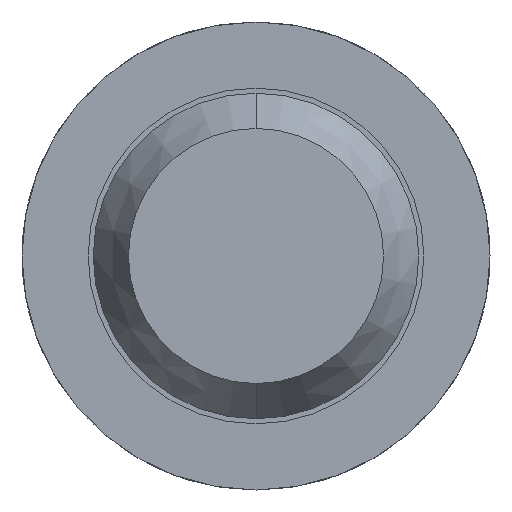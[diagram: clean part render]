
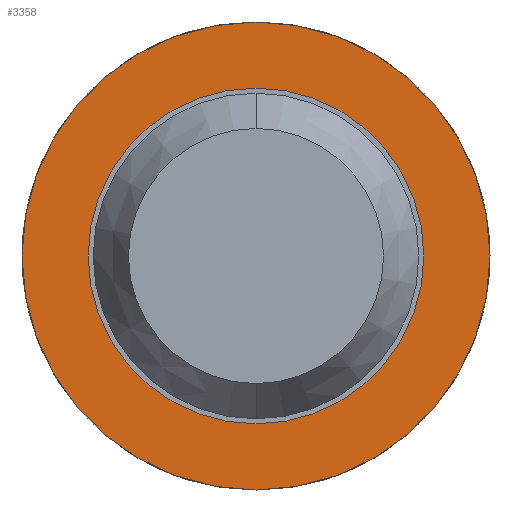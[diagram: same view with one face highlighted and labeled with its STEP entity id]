
A CAD part, front view. The second image highlights one B-rep face of the part: STEP entity #3358.
In plain terms, the highlighted planar face has unit normal (0, -1, 0).
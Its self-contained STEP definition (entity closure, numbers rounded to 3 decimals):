
#96 = VERTEX_POINT ( 'NONE', #2769 ) ;
#206 = AXIS2_PLACEMENT_3D ( 'NONE', #2173, #2162, #4723 ) ;
#263 = CIRCLE ( 'NONE', #2875, 0.825 ) ;
#270 = EDGE_LOOP ( 'NONE', ( #4660, #752 ) ) ;
#404 = AXIS2_PLACEMENT_3D ( 'NONE', #2402, #2779, #2024 ) ;
#554 = FACE_BOUND ( 'NONE', #270, .T. ) ;
#690 = PLANE ( 'NONE',  #2368 ) ;
#752 = ORIENTED_EDGE ( 'NONE', *, *, #1643, .T. ) ;
#793 = ORIENTED_EDGE ( 'NONE', *, *, #1833, .F. ) ;
#1290 = AXIS2_PLACEMENT_3D ( 'NONE', #2719, #2702, #3089 ) ;
#1643 = EDGE_CURVE ( 'Defeature ausgef�hrt3_14+Defeature ausgef�hrt3_13+Defeature ausgef�hrt3_13+Defeature ausgef�hrt3_13', #4317, #1781, #263, .T. ) ;
#1747 = DIRECTION ( 'NONE',  ( 0., 1., 0. ) ) ;
#1751 = CARTESIAN_POINT ( 'NONE',  ( 0., -1.7, 0. ) ) ;
#1781 = VERTEX_POINT ( 'NONE', #2931 ) ;
#1833 = EDGE_CURVE ( 'Defeature ausgef�hrt3_10+Defeature ausgef�hrt3_14+Defeature ausgef�hrt3_14+Defeature ausgef�hrt3_14', #4652, #96, #4262, .T. ) ;
#1939 = EDGE_CURVE ( 'Defeature ausgef�hrt3_14+Defeature ausgef�hrt3_13+Defeature ausgef�hrt3_13+Defeature ausgef�hrt3_13', #1781, #4317, #2315, .T. ) ;
#2024 = DIRECTION ( 'NONE',  ( 0., 0., 1. ) ) ;
#2162 = DIRECTION ( 'NONE',  ( 0., 1., 0. ) ) ;
#2173 = CARTESIAN_POINT ( 'NONE',  ( 0., -1.7, 0. ) ) ;
#2315 = CIRCLE ( 'NONE', #404, 0.825 ) ;
#2368 = AXIS2_PLACEMENT_3D ( 'NONE', #2877, #1747, #4747 ) ;
#2401 = EDGE_CURVE ( 'Defeature ausgef�hrt3_10+Defeature ausgef�hrt3_14+Defeature ausgef�hrt3_14+Defeature ausgef�hrt3_14', #96, #4652, #3707, .T. ) ;
#2402 = CARTESIAN_POINT ( 'NONE',  ( 0., -1.7, 0. ) ) ;
#2591 = EDGE_LOOP ( 'NONE', ( #3896, #793 ) ) ;
#2702 = DIRECTION ( 'NONE',  ( 0., 1., 0. ) ) ;
#2719 = CARTESIAN_POINT ( 'NONE',  ( 0., -1.7, 0. ) ) ;
#2769 = CARTESIAN_POINT ( 'NONE',  ( 0., -1.7, 1.15 ) ) ;
#2779 = DIRECTION ( 'NONE',  ( 0., 1., 0. ) ) ;
#2864 = DIRECTION ( 'NONE',  ( 0., 0., 1. ) ) ;
#2875 = AXIS2_PLACEMENT_3D ( 'NONE', #1751, #3993, #2864 ) ;
#2877 = CARTESIAN_POINT ( 'NONE',  ( 0.825, -1.7, 0. ) ) ;
#2931 = CARTESIAN_POINT ( 'NONE',  ( 0., -1.7, 0.825 ) ) ;
#3089 = DIRECTION ( 'NONE',  ( 0., 0., 1. ) ) ;
#3091 = CARTESIAN_POINT ( 'NONE',  ( 0., -1.7, -0.825 ) ) ;
#3286 = CARTESIAN_POINT ( 'NONE',  ( 0., -1.7, -1.15 ) ) ;
#3358 = ADVANCED_FACE ( 'Defeature ausgef�hrt3_14', ( #3824, #554 ), #690, .F. ) ;
#3707 = CIRCLE ( 'NONE', #206, 1.15 ) ;
#3824 = FACE_OUTER_BOUND ( 'NONE', #2591, .T. ) ;
#3896 = ORIENTED_EDGE ( 'NONE', *, *, #2401, .F. ) ;
#3993 = DIRECTION ( 'NONE',  ( 0., 1., 0. ) ) ;
#4262 = CIRCLE ( 'NONE', #1290, 1.15 ) ;
#4317 = VERTEX_POINT ( 'NONE', #3091 ) ;
#4652 = VERTEX_POINT ( 'NONE', #3286 ) ;
#4660 = ORIENTED_EDGE ( 'NONE', *, *, #1939, .T. ) ;
#4723 = DIRECTION ( 'NONE',  ( 0., 0., 1. ) ) ;
#4747 = DIRECTION ( 'NONE',  ( 0., 0., 1. ) ) ;
